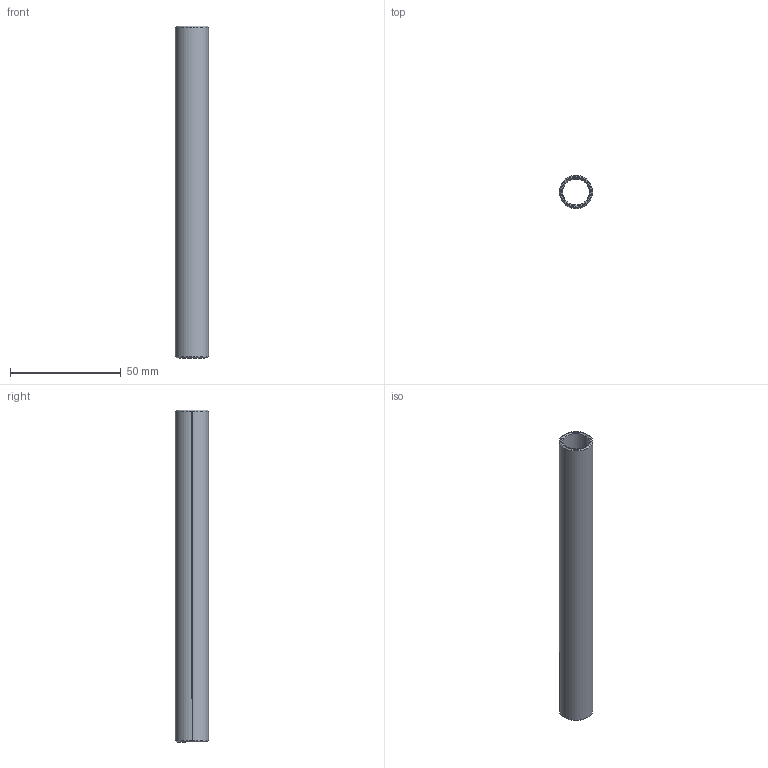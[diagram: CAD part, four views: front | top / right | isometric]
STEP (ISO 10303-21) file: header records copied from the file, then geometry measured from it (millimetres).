
FILE_DESCRIPTION(/* description */ ('SolidWorks IGES file using analytic representation for surfaces ','CAx-IF Rec.Pracs.---Representation and Presentation of Product Manufacturing Information (PMI)---4.0---2014-10-13'),/* implementation_level */ '2;1');
FILE_NAME(/* name */ 'HS-R-15-150-V.stp',/* time_stamp */ '2021-02-08T07:37:50+01:00',/* author */ ('ck'),/* organization */ (''),/* preprocessor_version */ 'ST-DEVELOPER v18.1',/* originating_system */ 'Autodesk Inventor 2021',/* authorisation */ '');
FILE_SCHEMA (('AP242_MANAGED_MODEL_BASED_3D_ENGINEERING_MIM_LF { 1 0 10303 442 1 1 4 }'));
Length unit declared in the file: millimetre
Products named in the file (1): HS-R-15-150-V
Bounding box: 15 x 15 x 150 mm (x, y, z)
Surface area: 12801 mm2 (no closed solid volume)
Topology: 0 solids, 14 shells, 14 faces, 52 edges, 52 vertices
Faces by surface type: cone 8, cylinder 4, plane 2
Entity records: 657 total; most frequent: CARTESIAN_POINT 119, DIRECTION 110, VERTEX_POINT 52, EDGE_CURVE 52, ORIENTED_EDGE 52, AXIS2_PLACEMENT_3D 43, CIRCLE 28, LINE 24
